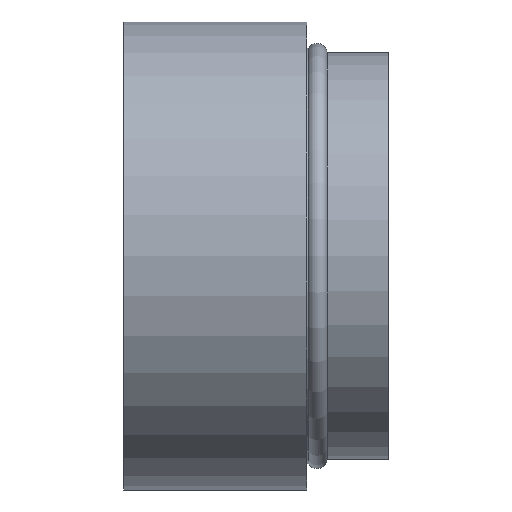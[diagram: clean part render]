
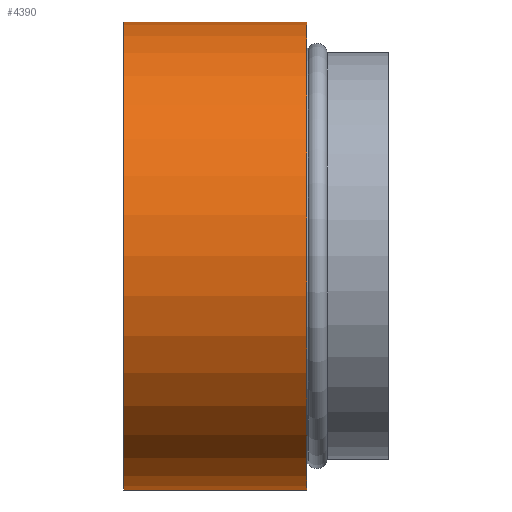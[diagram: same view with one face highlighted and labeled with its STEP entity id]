
A CAD part, top view. The second image highlights one B-rep face of the part: STEP entity #4390.
In plain terms, the highlighted cylindrical face has radius 23 mm (diameter 46 mm), a partial arc.
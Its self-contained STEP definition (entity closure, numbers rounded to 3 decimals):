
#60=CARTESIAN_POINT('',(2.973,0.541,0.));
#70=DIRECTION('',(1.,0.,0.));
#80=DIRECTION('',(0.,1.,0.));
#90=AXIS2_PLACEMENT_3D('',#60,#70,#80);
#100=CIRCLE('',#90,23.);
#110=CARTESIAN_POINT('',(2.973,23.541,0.));
#120=VERTEX_POINT('',#110);
#130=CARTESIAN_POINT('',(2.973,-22.459,0.));
#140=VERTEX_POINT('',#130);
#150=EDGE_CURVE('',#120,#140,#100,.T.);
#2190=CARTESIAN_POINT('',(20.973,0.541,0.));
#2200=DIRECTION('',(1.,0.,0.));
#2210=DIRECTION('',(0.,1.,0.));
#2220=AXIS2_PLACEMENT_3D('',#2190,#2200,#2210);
#2230=CIRCLE('',#2220,23.);
#2240=CARTESIAN_POINT('',(20.973,23.541,0.));
#2250=VERTEX_POINT('',#2240);
#2260=CARTESIAN_POINT('',(20.973,-22.459,0.));
#2270=VERTEX_POINT('',#2260);
#2280=EDGE_CURVE('',#2250,#2270,#2230,.T.);
#2520=CARTESIAN_POINT('',(11.973,-22.459,0.));
#2530=DIRECTION('',(-1.,0.,0.));
#2540=VECTOR('',#2530,1.);
#2550=LINE('',#2520,#2540);
#2560=EDGE_CURVE('',#2270,#140,#2550,.T.);
#2590=CARTESIAN_POINT('',(11.973,23.541,0.));
#2600=DIRECTION('',(-1.,0.,0.));
#2610=VECTOR('',#2600,1.);
#2620=LINE('',#2590,#2610);
#2630=EDGE_CURVE('',#2250,#120,#2620,.T.);
#4280=CARTESIAN_POINT('',(11.973,0.541,0.));
#4290=DIRECTION('',(-1.,0.,0.));
#4300=DIRECTION('',(0.,1.,0.));
#4310=AXIS2_PLACEMENT_3D('',#4280,#4290,#4300);
#4320=CYLINDRICAL_SURFACE('',#4310,23.);
#4330=ORIENTED_EDGE('',*,*,#2280,.F.);
#4340=ORIENTED_EDGE('',*,*,#2560,.F.);
#4350=ORIENTED_EDGE('',*,*,#150,.T.);
#4360=ORIENTED_EDGE('',*,*,#2630,.T.);
#4370=EDGE_LOOP('',(#4360,#4350,#4340,#4330));
#4380=FACE_OUTER_BOUND('',#4370,.T.);
#4390=ADVANCED_FACE('',(#4380),#4320,.T.);
